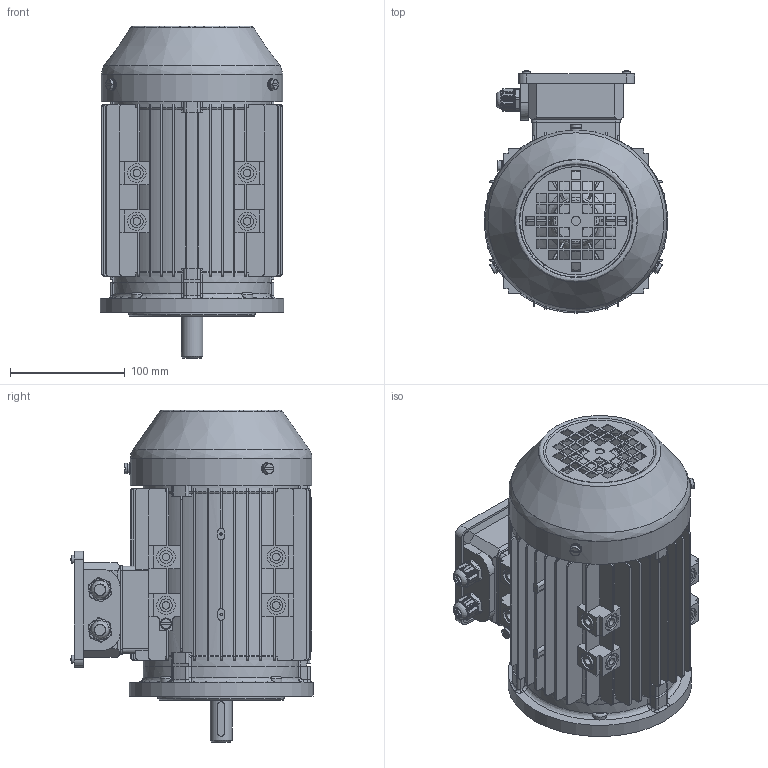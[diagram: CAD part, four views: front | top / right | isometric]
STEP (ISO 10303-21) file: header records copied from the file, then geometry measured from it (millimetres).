
FILE_DESCRIPTION((' '),'2;1');
FILE_NAME( 'JL3-80-B14B.stp', '2018-10-10T08:34:00', (' '), ('--- Datakit www.datakit.com---'), ' Datakit CrossCadWare V2018.4 Sep 24 2018', 'DATAKIT 2018 (c)', ' ');
FILE_SCHEMA(('AP242_MANAGED_MODEL_BASED_3D_ENGINEERING_MIM_LF { 1 0 10303 442 1 1 4 }'));
Length unit declared in the file: millimetre
Products named in the file (1): JL3-80-B14B
Bounding box: 160 x 210.72 x 288.99 mm (x, y, z)
Volume: 1162367.2 mm3; surface area: 652611.2 mm2
Topology: 39 solids, 39 shells, 2152 faces, 5615 edges, 3659 vertices
Faces by surface type: plane 1035, cylinder 645, revolution 180, cone 163, bspline 125, sphere 4
Full cylindrical faces by diameter (mm): 2 x4, 4 x18, 4.48 x4, 5 x4, 5.3 x4, 5.35 x3, 5.8 x4, 6 x7, 6.6 x12, 7 x12, 8 x5, 9.602 x2, 10 x7, 11 x12, 11.463 x2, 12 x6, 16 x14, 18.4 x1, 18.6 x1, 19 x1, 19.2 x2, 19.4 x2, 20 x6, 26 x1, 35 x4, 40 x3, 42 x1, 45 x1, 47 x3, 49.5 x1
Entity records: 291340 total; most frequent: CARTESIAN_POINT 238121, ORIENTED_EDGE 10518, DIRECTION 10059, EDGE_CURVE 5259, AXIS2_PLACEMENT_3D 3629, VERTEX_POINT 3571, EDGE_LOOP 2681, VECTOR 2621
